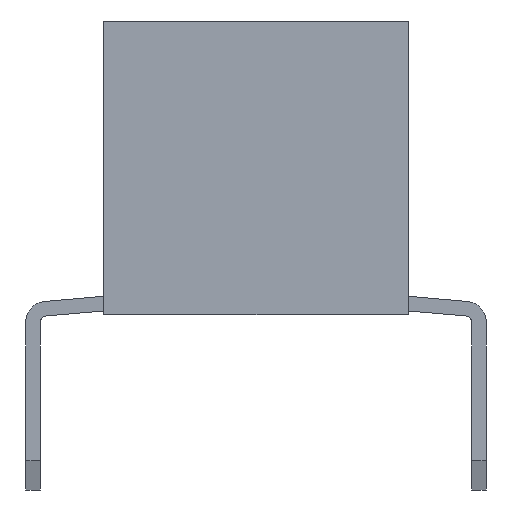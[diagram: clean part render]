
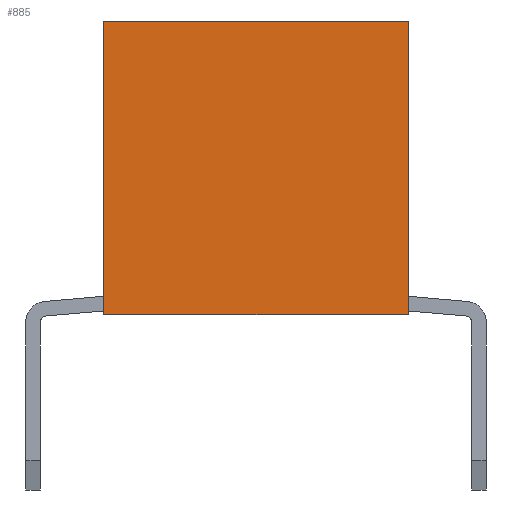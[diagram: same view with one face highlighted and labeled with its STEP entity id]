
A CAD part, left-side view. The second image highlights one B-rep face of the part: STEP entity #885.
In plain terms, the highlighted planar face has unit normal (-1, 0, 0).
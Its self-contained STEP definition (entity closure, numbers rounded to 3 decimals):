
#236=CARTESIAN_POINT('',(-35.81,2.6,2.5));
#237=VERTEX_POINT('',#236);
#238=CARTESIAN_POINT('',(-35.81,-2.6,2.5));
#239=VERTEX_POINT('',#238);
#240=CARTESIAN_POINT('',(-35.81,2.6,2.5));
#241=DIRECTION('',(0.,-1.,0.));
#242=VECTOR('',#241,5.2);
#243=LINE('',#240,#242);
#244=EDGE_CURVE('',#237,#239,#243,.T.);
#855=CARTESIAN_POINT('',(-35.81,0.,0.));
#856=DIRECTION('',(0.,0.,-1.));
#857=DIRECTION('',(-1.,-0.,-0.));
#858=AXIS2_PLACEMENT_3D('',#855,#857,#856);
#859=PLANE('',#858);
#860=ORIENTED_EDGE('',*,*,#244,.F.);
#861=CARTESIAN_POINT('',(-35.81,2.6,-2.5));
#862=VERTEX_POINT('',#861);
#863=CARTESIAN_POINT('',(-35.81,2.6,2.5));
#864=DIRECTION('',(0.,0.,-1.));
#865=VECTOR('',#864,5.);
#866=LINE('',#863,#865);
#867=EDGE_CURVE('',#237,#862,#866,.T.);
#868=ORIENTED_EDGE('',*,*,#867,.T.);
#869=CARTESIAN_POINT('',(-35.81,-2.6,-2.5));
#870=VERTEX_POINT('',#869);
#871=CARTESIAN_POINT('',(-35.81,-2.6,-2.5));
#872=DIRECTION('',(0.,1.,0.));
#873=VECTOR('',#872,5.2);
#874=LINE('',#871,#873);
#875=EDGE_CURVE('',#870,#862,#874,.T.);
#876=ORIENTED_EDGE('',*,*,#875,.F.);
#877=CARTESIAN_POINT('',(-35.81,-2.6,2.5));
#878=DIRECTION('',(0.,0.,-1.));
#879=VECTOR('',#878,5.);
#880=LINE('',#877,#879);
#881=EDGE_CURVE('',#239,#870,#880,.T.);
#882=ORIENTED_EDGE('',*,*,#881,.F.);
#883=EDGE_LOOP('',(#860,#868,#876,#882));
#884=FACE_OUTER_BOUND('',#883,.T.);
#885=ADVANCED_FACE('',(#884),#859,.T.);
